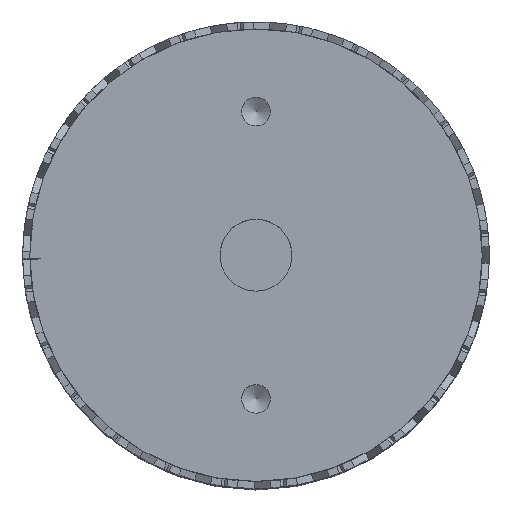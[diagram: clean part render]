
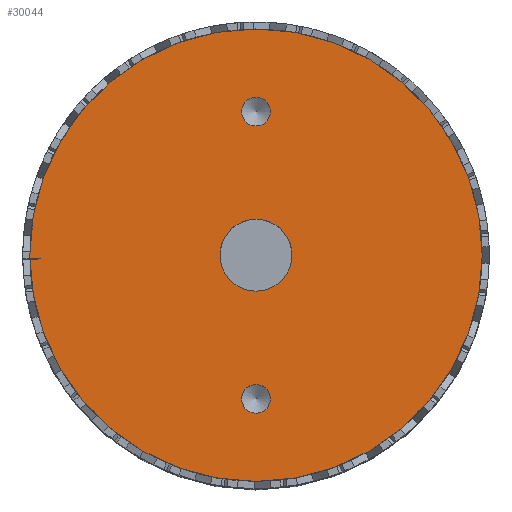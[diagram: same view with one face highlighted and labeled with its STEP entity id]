
A CAD part, top view. The second image highlights one B-rep face of the part: STEP entity #30044.
In plain terms, the highlighted planar face has unit normal (0, 0, 1).
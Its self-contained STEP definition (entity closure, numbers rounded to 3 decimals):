
#4436=FACE_BOUND('',#6749,.T.);
#4437=FACE_BOUND('',#6750,.T.);
#4438=FACE_BOUND('',#6751,.T.);
#5008=PLANE('',#31679);
#5141=FACE_OUTER_BOUND('',#6748,.T.);
#6748=EDGE_LOOP('',(#20472));
#6749=EDGE_LOOP('',(#20473));
#6750=EDGE_LOOP('',(#20474));
#6751=EDGE_LOOP('',(#20475));
#12225=CIRCLE('',#31666,5.);
#12227=CIRCLE('',#31670,2.);
#12229=CIRCLE('',#31674,2.);
#12231=CIRCLE('',#31678,31.5);
#12434=VERTEX_POINT('',#34370);
#12437=VERTEX_POINT('',#34379);
#12440=VERTEX_POINT('',#34388);
#12442=VERTEX_POINT('',#34395);
#15635=EDGE_CURVE('',#12434,#12434,#12225,.T.);
#15639=EDGE_CURVE('',#12437,#12437,#12227,.T.);
#15643=EDGE_CURVE('',#12440,#12440,#12229,.T.);
#15646=EDGE_CURVE('',#12442,#12442,#12231,.T.);
#20472=ORIENTED_EDGE('',*,*,#15646,.T.);
#20473=ORIENTED_EDGE('',*,*,#15635,.T.);
#20474=ORIENTED_EDGE('',*,*,#15639,.T.);
#20475=ORIENTED_EDGE('',*,*,#15643,.T.);
#30044=ADVANCED_FACE('',(#5141,#4436,#4437,#4438),#5008,.T.);
#31666=AXIS2_PLACEMENT_3D('',#34371,#32035,#32036);
#31670=AXIS2_PLACEMENT_3D('',#34380,#32045,#32046);
#31674=AXIS2_PLACEMENT_3D('',#34389,#32055,#32056);
#31678=AXIS2_PLACEMENT_3D('',#34396,#32064,#32065);
#31679=AXIS2_PLACEMENT_3D('',#34398,#32067,#32068);
#32035=DIRECTION('center_axis',(0.,0.,-1.));
#32036=DIRECTION('ref_axis',(1.,0.,0.));
#32045=DIRECTION('center_axis',(0.,0.,-1.));
#32046=DIRECTION('ref_axis',(1.,0.,0.));
#32055=DIRECTION('center_axis',(0.,0.,-1.));
#32056=DIRECTION('ref_axis',(1.,0.,0.));
#32064=DIRECTION('center_axis',(0.,0.,1.));
#32065=DIRECTION('ref_axis',(1.,0.,0.));
#32067=DIRECTION('center_axis',(0.,0.,1.));
#32068=DIRECTION('ref_axis',(1.,0.,0.));
#34370=CARTESIAN_POINT('',(-5.,0.,56.));
#34371=CARTESIAN_POINT('Origin',(0.,0.,56.));
#34379=CARTESIAN_POINT('',(-2.,-20.,56.));
#34380=CARTESIAN_POINT('Origin',(0.,-20.,56.));
#34388=CARTESIAN_POINT('',(-2.,20.,56.));
#34389=CARTESIAN_POINT('Origin',(0.,20.,56.));
#34395=CARTESIAN_POINT('',(0.,31.5,56.));
#34396=CARTESIAN_POINT('Origin',(0.,0.,56.));
#34398=CARTESIAN_POINT('Origin',(0.,0.,56.));
